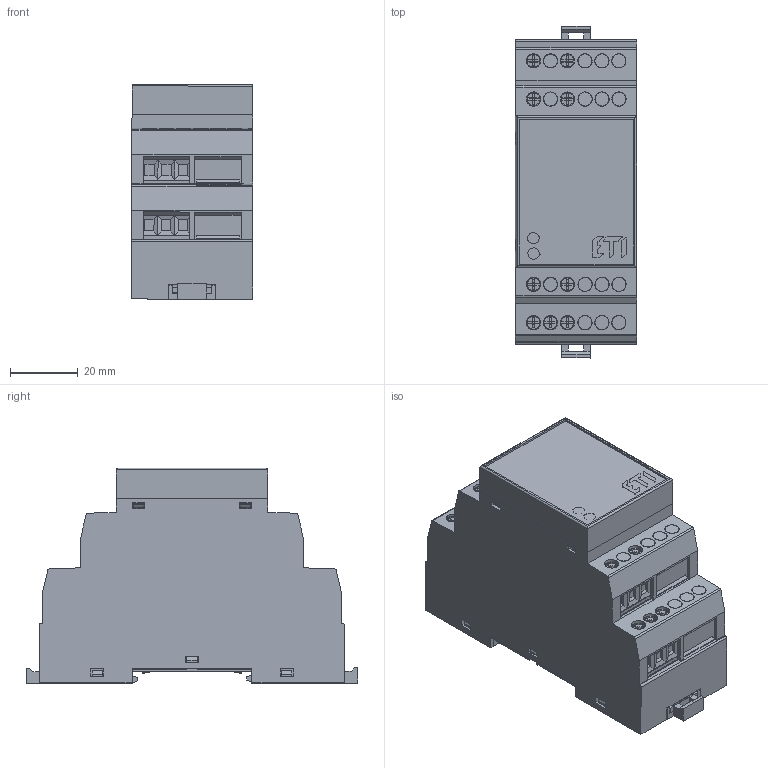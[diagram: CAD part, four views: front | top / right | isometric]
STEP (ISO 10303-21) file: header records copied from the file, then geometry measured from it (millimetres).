
FILE_DESCRIPTION((''),'2;1');
FILE_NAME('ASM0021_ASM','2020-11-05T',('marketing.praksa'),('Audax d.o.o.'),'CREO PARAMETRIC BY PTC INC, 2017480','CREO PARAMETRIC BY PTC INC, 2017480','');
FILE_SCHEMA(('AUTOMOTIVE_DESIGN { 1 0 10303 214 1 1 1 1 }'));
Length unit declared in the file: millimetre
Products named in the file (22): FRONT_FGT_G-F_II1_TUTTO; VITE_TUTTO; MORSETTO_TUTTO; MORSETTO_3_TUTTO-35806_ASM; LED_SMD_RED_TUTTO; TP35_TUTTO; TAPPO_FORO_TUTTO; MORSETTO_3_TUTTO-38902_ASM; LED_SMD_GREEN_TUTTO; MORSETTO_3_TUTTO-30564_ASM; 3_TUTTO; 1_TUTTO; FI35_TUTTO_ASM; CEM35_TUTTO; MORSETTO_3_TUTTO-7835_ASM; FGT_G-F_II1_TUTTO_ASM; TMP_DWG_65_1_1; TMP_DWG_65_1_2; TMP_DWG_65_1_3; CRM-82TO_1_ASM; LOGO_ASM; ASM0021_ASM
Assembly tree (41 placements, depth 4):
  ASM0021_ASM
    FGT_G-F_II1_TUTTO_ASM
      FRONT_FGT_G-F_II1_TUTTO
      MORSETTO_3_TUTTO-35806_ASM
        VITE_TUTTO  x3
        MORSETTO_TUTTO
      LED_SMD_RED_TUTTO
      TP35_TUTTO  x4
      TAPPO_FORO_TUTTO  x3
      MORSETTO_3_TUTTO-38902_ASM
        VITE_TUTTO  x3
        MORSETTO_TUTTO
      LED_SMD_GREEN_TUTTO
      MORSETTO_3_TUTTO-30564_ASM
        VITE_TUTTO  x3
        MORSETTO_TUTTO
      FI35_TUTTO_ASM
        3_TUTTO  x2
        1_TUTTO
      CEM35_TUTTO
      MORSETTO_3_TUTTO-7835_ASM
        MORSETTO_TUTTO
        VITE_TUTTO  x3
    LOGO_ASM
      CRM-82TO_1_ASM
        TMP_DWG_65_1_1
        TMP_DWG_65_1_2
        TMP_DWG_65_1_3
Bounding box: 35.82 x 98 x 63.64 mm (x, y, z)
Volume: 37189.6 mm3; surface area: 61005.7 mm2
Topology: 33 solids, 33 shells, 2157 faces, 5773 edges, 3655 vertices
Faces by surface type: plane 1635, cylinder 442, sphere 48, cone 24, torus 4, revolution 4
Entity records: 53417 total; most frequent: CARTESIAN_POINT 8238, ORIENTED_EDGE 6682, DIRECTION 6022, PRESENTATION_STYLE_ASSIGNMENT 3658, STYLED_ITEM 3657, EDGE_CURVE 3341, CURVE_STYLE 3197, VECTOR 3004
